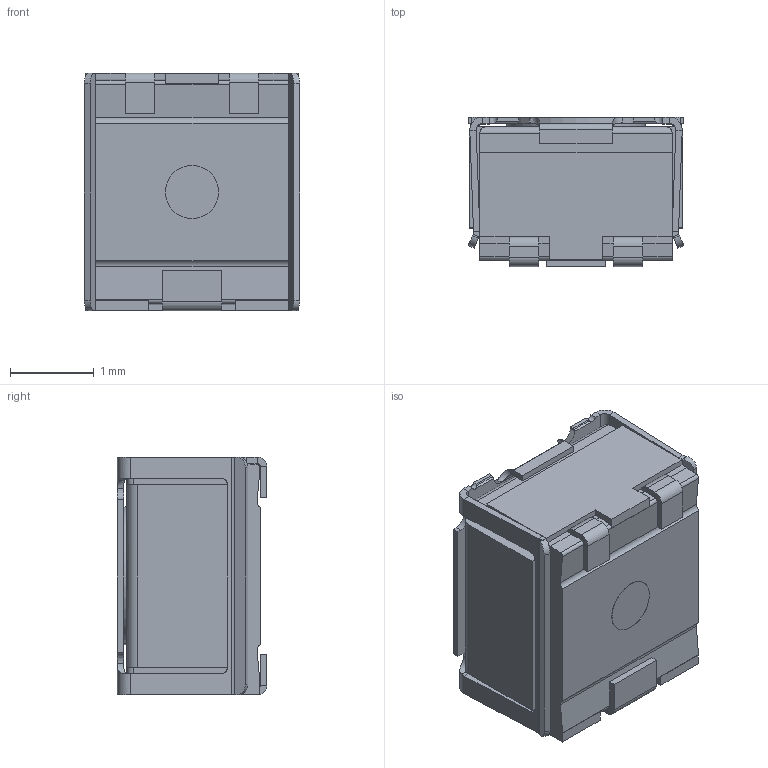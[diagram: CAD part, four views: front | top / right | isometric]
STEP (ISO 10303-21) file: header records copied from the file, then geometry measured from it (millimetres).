
FILE_DESCRIPTION((''),'2;1');
FILE_NAME('MSBR-1','2012-10-30T',('stevec'),('Bourns, Inc.'),'PRO/ENGINEER BY PARAMETRIC TECHNOLOGY CORPORATION, 2012230','PRO/ENGINEER BY PARAMETRIC TECHNOLOGY CORPORATION, 2012230','');
FILE_SCHEMA(('CONFIG_CONTROL_DESIGN'));
Length unit declared in the file: inch
Products named in the file (1): MSBR-1
Bounding box: 2.58 x 1.79 x 2.84 mm (x, y, z)
Volume: 10.9 mm3; surface area: 55.3 mm2
Topology: 10 solids, 21 shells, 486 faces, 1215 edges, 767 vertices
Faces by surface type: plane 338, cylinder 126, bspline 12, torus 8, sphere 2
Entity records: 15254 total; most frequent: CARTESIAN_POINT 3615, ORIENTED_EDGE 2394, DIRECTION 2372, EDGE_CURVE 1215, VECTOR 868, LINE 868, VERTEX_POINT 767, AXIS2_PLACEMENT_3D 752
